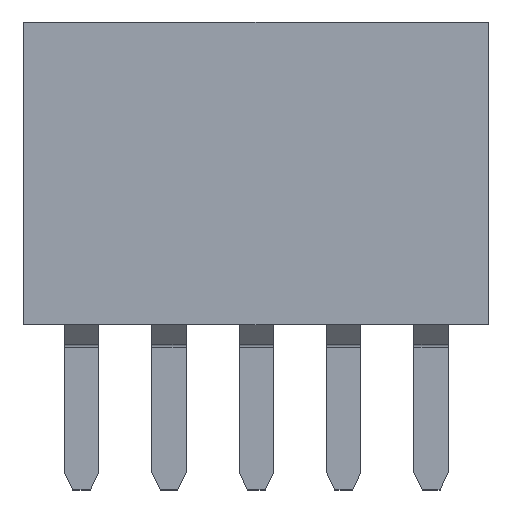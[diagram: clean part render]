
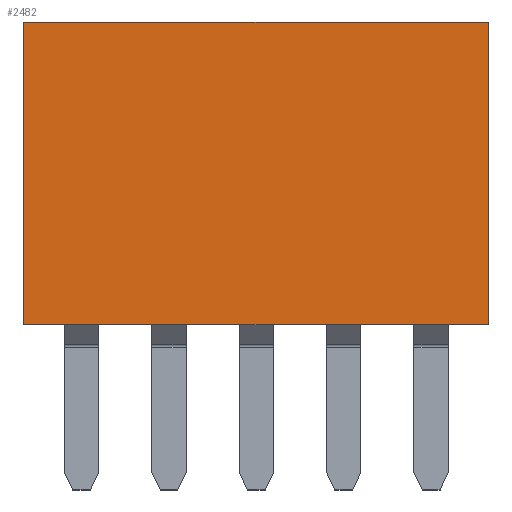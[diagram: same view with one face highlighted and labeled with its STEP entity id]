
A CAD part, top view. The second image highlights one B-rep face of the part: STEP entity #2482.
In plain terms, the highlighted planar face has unit normal (0, 0, 1).
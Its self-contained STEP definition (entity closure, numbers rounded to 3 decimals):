
#31=DIRECTION('',(1.,0.,0.));
#32=VECTOR('',#31,6.75);
#33=CARTESIAN_POINT('',(-3.375,0.,0.9));
#34=LINE('',#33,#32);
#507=DIRECTION('',(0.,1.,0.));
#508=VECTOR('',#507,4.4);
#509=CARTESIAN_POINT('',(3.375,0.,0.9));
#510=LINE('',#509,#508);
#521=DIRECTION('',(0.,1.,0.));
#522=VECTOR('',#521,4.4);
#523=CARTESIAN_POINT('',(-3.375,0.,0.9));
#524=LINE('',#523,#522);
#542=DIRECTION('',(1.,0.,0.));
#543=VECTOR('',#542,6.75);
#544=CARTESIAN_POINT('',(-3.375,4.4,0.9));
#545=LINE('',#544,#543);
#1729=CARTESIAN_POINT('',(-3.375,0.,0.9));
#1730=CARTESIAN_POINT('',(3.375,0.,0.9));
#1731=VERTEX_POINT('',#1729);
#1732=VERTEX_POINT('',#1730);
#1737=CARTESIAN_POINT('',(-3.375,4.4,0.9));
#1738=VERTEX_POINT('',#1737);
#1739=CARTESIAN_POINT('',(3.375,4.4,0.9));
#1740=VERTEX_POINT('',#1739);
#2470=CARTESIAN_POINT('',(-3.375,0.,0.9));
#2471=DIRECTION('',(0.,0.,1.));
#2472=DIRECTION('',(1.,0.,0.));
#2473=AXIS2_PLACEMENT_3D('',#2470,#2471,#2472);
#2474=PLANE('',#2473);
#2475=ORIENTED_EDGE('',*,*,#2046,.F.);
#2476=ORIENTED_EDGE('',*,*,#2362,.T.);
#2478=ORIENTED_EDGE('',*,*,#2477,.T.);
#2479=ORIENTED_EDGE('',*,*,#2459,.F.);
#2480=EDGE_LOOP('',(#2475,#2476,#2478,#2479));
#2481=FACE_OUTER_BOUND('',#2480,.F.);
#2482=ADVANCED_FACE('',(#2481),#2474,.T.);
#2046=EDGE_CURVE('',#1731,#1732,#34,.T.);
#2362=EDGE_CURVE('',#1731,#1738,#524,.T.);
#2459=EDGE_CURVE('',#1732,#1740,#510,.T.);
#2477=EDGE_CURVE('',#1738,#1740,#545,.T.);
